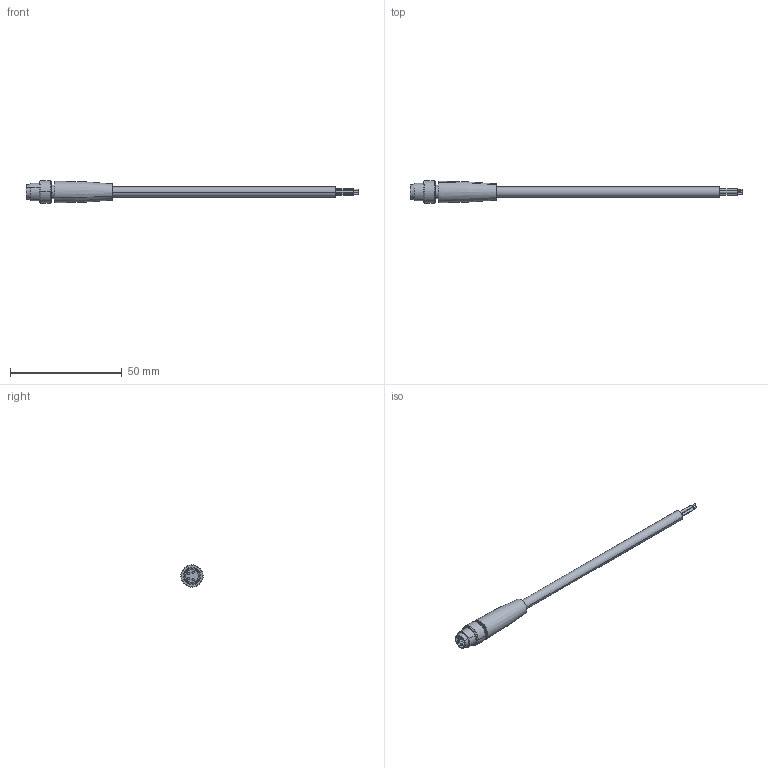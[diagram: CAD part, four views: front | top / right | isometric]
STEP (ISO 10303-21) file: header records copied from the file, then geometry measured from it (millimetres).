
FILE_DESCRIPTION(('SolidDesigner STEP Export'),'2;1');
FILE_NAME('1406835_SAC_4P_M_8MS_1.5_600_FB-select.stp','2013-03-19T13:22:19',(''),(''),'Creo Elements/Direct Modeling STEP processor for AP214 (Solid Model)','Creo Elements/Direct Modeling 18.1 06-May-2012 (C) Parametric Technology GmbH','');
FILE_SCHEMA(('AUTOMOTIVE_DESIGN { 1 0 10303 214 1 1 1 1 }'));
Length unit declared in the file: millimetre
Products named in the file (2): 1406835_SAC_4P_M_8MS_1.5_600_FB-select
Assembly tree (1 placements, depth 2):
  1406835_SAC_4P_M_8MS_1.5_600_FB-select
    1406835_SAC_4P_M_8MS_1.5_600_FB-select
Bounding box: 148.7 x 9.99 x 9.99 mm (x, y, z)
Volume: 3831.7 mm3; surface area: 2959.5 mm2
Topology: 1 solids, 1 shells, 64 faces, 126 edges, 84 vertices
Faces by surface type: cylinder 38, plane 22, revolution 2, cone 2
Entity records: 2075 total; most frequent: CARTESIAN_POINT 272, DIRECTION 254, ORIENTED_EDGE 252, EDGE_CURVE 126, AXIS2_PLACEMENT_3D 106, VERTEX_POINT 84, EDGE_LOOP 84, COLOUR_RGB 65
